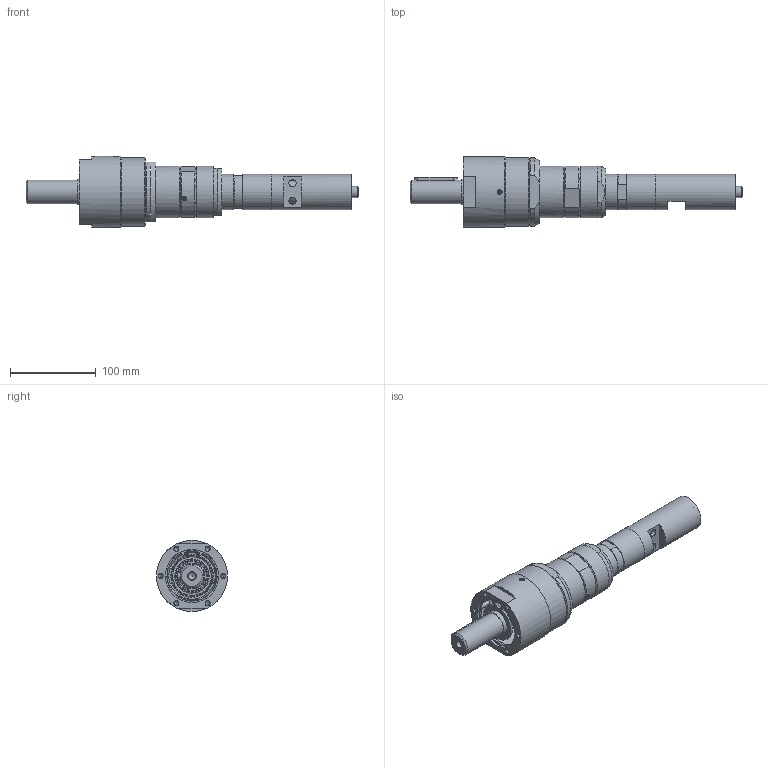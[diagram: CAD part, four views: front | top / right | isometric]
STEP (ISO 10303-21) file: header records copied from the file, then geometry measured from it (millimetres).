
FILE_DESCRIPTION(/* description */ (''),/* implementation_level */ '2;1');
FILE_NAME(/* name */ 'MUB 32-10_60009175.stp',/* time_stamp */ '2019-05-27T16:06:05+02:00',/* author */ ('flambert'),/* organization */ (''),/* preprocessor_version */ 'ST-DEVELOPER v17',/* originating_system */ 'Autodesk Inventor 2018',/* authorisation */ '');
FILE_SCHEMA (('AUTOMOTIVE_DESIGN { 1 0 10303 214 3 1 1 }'));
Length unit declared in the file: millimetre
Products named in the file (1): MUB 32-10_60009175
Bounding box: 388 x 83 x 83 mm (x, y, z)
Volume: 894086.5 mm3; surface area: 98851.7 mm2
Topology: 1 solids, 60 shells, 594 faces, 1402 edges, 953 vertices
Faces by surface type: cylinder 312, plane 205, cone 60, torus 13, sphere 4
Full cylindrical faces by diameter (mm): 1.55 x4, 2.5 x2, 3.3 x2, 3.6 x2, 4 x3, 4.917 x6, 5 x2, 5.5 x2, 8 x1, 8.376 x1, 8.5 x1, 8.566 x2, 13 x1, 28 x1, 30 x2, 36 x1, 36.5 x1, 38 x1, 39 x1, 39.5 x1, 40 x1, 41.5 x3, 42 x1, 45 x1, 60 x2, 62 x2, 65 x1, 67 x1, 67.4 x1, 68.178 x1
Entity records: 18467 total; most frequent: CARTESIAN_POINT 3627, DIRECTION 3292, ORIENTED_EDGE 2788, AXIS2_PLACEMENT_3D 1413, EDGE_CURVE 1394, VERTEX_POINT 953, CIRCLE 818, EDGE_LOOP 647
